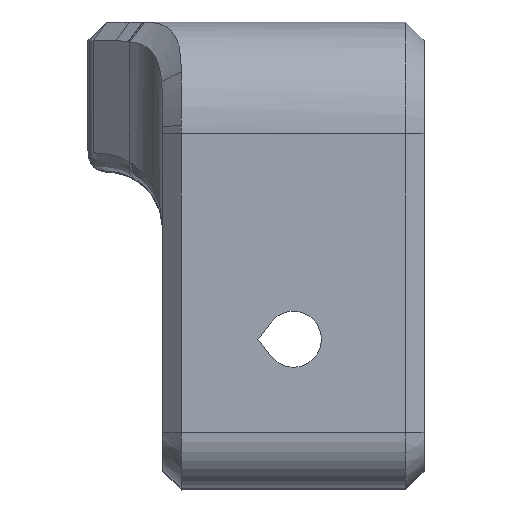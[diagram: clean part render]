
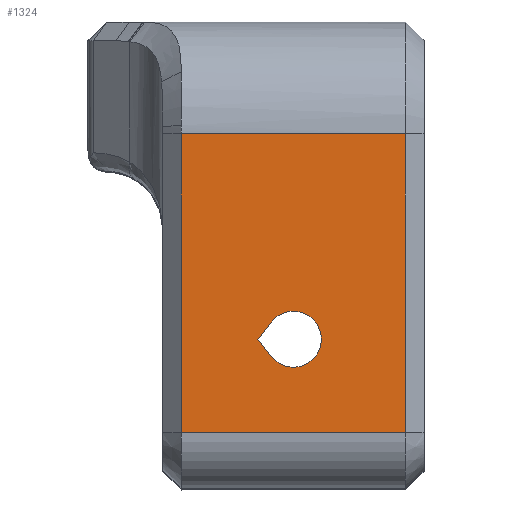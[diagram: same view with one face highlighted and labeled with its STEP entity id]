
A CAD part, top view. The second image highlights one B-rep face of the part: STEP entity #1324.
In plain terms, the highlighted planar face has unit normal (0, 0, 1).
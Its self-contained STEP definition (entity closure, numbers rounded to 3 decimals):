
#62 = EDGE_LOOP ( 'NONE', ( #3250, #2773, #1539, #1945 ) ) ;
#125 = AXIS2_PLACEMENT_3D ( 'NONE', #949, #1186, #1451 ) ;
#175 = VECTOR ( 'NONE', #1459, 1000. ) ;
#201 = CARTESIAN_POINT ( 'NONE',  ( 355.107, -263.574, 71.906 ) ) ;
#241 = CARTESIAN_POINT ( 'NONE',  ( 358.507, -263.574, 71.906 ) ) ;
#317 = AXIS2_PLACEMENT_3D ( 'NONE', #1707, #1920, #947 ) ;
#351 = VERTEX_POINT ( 'NONE', #2311 ) ;
#369 = ORIENTED_EDGE ( 'NONE', *, *, #2264, .T. ) ;
#401 = CARTESIAN_POINT ( 'NONE',  ( 363.007, -252.573, 71.906 ) ) ;
#517 = VECTOR ( 'NONE', #2511, 1000. ) ;
#518 = CARTESIAN_POINT ( 'NONE',  ( 363.007, -260.573, 71.906 ) ) ;
#523 = CARTESIAN_POINT ( 'NONE',  ( 357.007, -268.573, 71.906 ) ) ;
#527 = CARTESIAN_POINT ( 'NONE',  ( 355.823, -262.653, 71.906 ) ) ;
#530 = VERTEX_POINT ( 'NONE', #2421 ) ;
#531 = EDGE_CURVE ( 'NONE', #585, #530, #540, .T. ) ;
#540 = CIRCLE ( 'NONE', #317, 1.5 ) ;
#563 = LINE ( 'NONE', #523, #1439 ) ;
#585 = VERTEX_POINT ( 'NONE', #241 ) ;
#598 = CARTESIAN_POINT ( 'NONE',  ( 355.107, -263.574, 71.906 ) ) ;
#681 = LINE ( 'NONE', #518, #517 ) ;
#686 = ORIENTED_EDGE ( 'NONE', *, *, #1823, .T. ) ;
#715 = CARTESIAN_POINT ( 'NONE',  ( 351.007, -260.573, 71.906 ) ) ;
#750 = DIRECTION ( 'NONE',  ( 1., 0., 0. ) ) ;
#813 = EDGE_CURVE ( 'NONE', #1954, #2131, #2051, .T. ) ;
#842 = ORIENTED_EDGE ( 'NONE', *, *, #531, .T. ) ;
#843 = LINE ( 'NONE', #1473, #175 ) ;
#864 = DIRECTION ( 'NONE',  ( 0.614, 0.789, 0. ) ) ;
#947 = DIRECTION ( 'NONE',  ( 1., 0., 0. ) ) ;
#949 = CARTESIAN_POINT ( 'NONE',  ( 350.997, -268.583, 71.906 ) ) ;
#1037 = FACE_OUTER_BOUND ( 'NONE', #62, .T. ) ;
#1041 = VECTOR ( 'NONE', #864, 1000. ) ;
#1186 = DIRECTION ( 'NONE',  ( 0., 0., 1. ) ) ;
#1188 = EDGE_CURVE ( 'NONE', #1575, #351, #1626, .T. ) ;
#1240 = DIRECTION ( 'NONE',  ( 0., 0., -1. ) ) ;
#1324 = ADVANCED_FACE ( 'NONE', ( #3100, #1037 ), #2435, .T. ) ;
#1355 = EDGE_CURVE ( 'NONE', #1385, #1575, #563, .T. ) ;
#1385 = VERTEX_POINT ( 'NONE', #2064 ) ;
#1439 = VECTOR ( 'NONE', #1559, 1000. ) ;
#1446 = AXIS2_PLACEMENT_3D ( 'NONE', #1991, #1240, #750 ) ;
#1451 = DIRECTION ( 'NONE',  ( 0., 1., 0. ) ) ;
#1459 = DIRECTION ( 'NONE',  ( -1., 0., 0. ) ) ;
#1473 = CARTESIAN_POINT ( 'NONE',  ( 355.963, -252.573, 71.906 ) ) ;
#1539 = ORIENTED_EDGE ( 'NONE', *, *, #1188, .F. ) ;
#1559 = DIRECTION ( 'NONE',  ( -1., 0., 0. ) ) ;
#1575 = VERTEX_POINT ( 'NONE', #2073 ) ;
#1626 = LINE ( 'NONE', #715, #1845 ) ;
#1647 = VERTEX_POINT ( 'NONE', #401 ) ;
#1707 = CARTESIAN_POINT ( 'NONE',  ( 357.007, -263.574, 71.906 ) ) ;
#1777 = LINE ( 'NONE', #598, #2093 ) ;
#1823 = EDGE_CURVE ( 'NONE', #2131, #585, #1936, .T. ) ;
#1845 = VECTOR ( 'NONE', #2236, 1000. ) ;
#1920 = DIRECTION ( 'NONE',  ( 0., 0., -1. ) ) ;
#1936 = CIRCLE ( 'NONE', #1446, 1.5 ) ;
#1945 = ORIENTED_EDGE ( 'NONE', *, *, #1355, .F. ) ;
#1954 = VERTEX_POINT ( 'NONE', #201 ) ;
#1991 = CARTESIAN_POINT ( 'NONE',  ( 357.007, -263.574, 71.906 ) ) ;
#2051 = LINE ( 'NONE', #3090, #1041 ) ;
#2064 = CARTESIAN_POINT ( 'NONE',  ( 363.007, -268.573, 71.906 ) ) ;
#2073 = CARTESIAN_POINT ( 'NONE',  ( 351.007, -268.573, 71.906 ) ) ;
#2093 = VECTOR ( 'NONE', #2607, 1000. ) ;
#2131 = VERTEX_POINT ( 'NONE', #527 ) ;
#2236 = DIRECTION ( 'NONE',  ( 0., 1., 0. ) ) ;
#2264 = EDGE_CURVE ( 'NONE', #530, #1954, #1777, .T. ) ;
#2311 = CARTESIAN_POINT ( 'NONE',  ( 351.007, -252.573, 71.906 ) ) ;
#2407 = ORIENTED_EDGE ( 'NONE', *, *, #813, .T. ) ;
#2421 = CARTESIAN_POINT ( 'NONE',  ( 355.823, -264.494, 71.906 ) ) ;
#2435 = PLANE ( 'NONE',  #125 ) ;
#2511 = DIRECTION ( 'NONE',  ( 0., 1., 0. ) ) ;
#2607 = DIRECTION ( 'NONE',  ( -0.614, 0.789, 0. ) ) ;
#2682 = EDGE_CURVE ( 'NONE', #1647, #351, #843, .T. ) ;
#2773 = ORIENTED_EDGE ( 'NONE', *, *, #2682, .T. ) ;
#2916 = EDGE_CURVE ( 'NONE', #1385, #1647, #681, .T. ) ;
#3090 = CARTESIAN_POINT ( 'NONE',  ( 355.107, -263.574, 71.906 ) ) ;
#3100 = FACE_BOUND ( 'NONE', #3169, .T. ) ;
#3169 = EDGE_LOOP ( 'NONE', ( #369, #2407, #686, #842 ) ) ;
#3250 = ORIENTED_EDGE ( 'NONE', *, *, #2916, .T. ) ;
